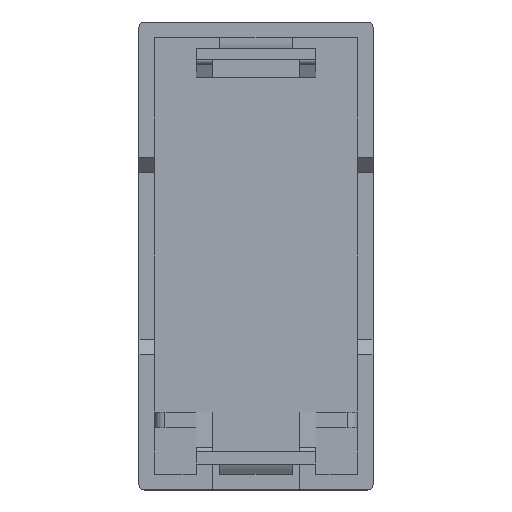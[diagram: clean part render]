
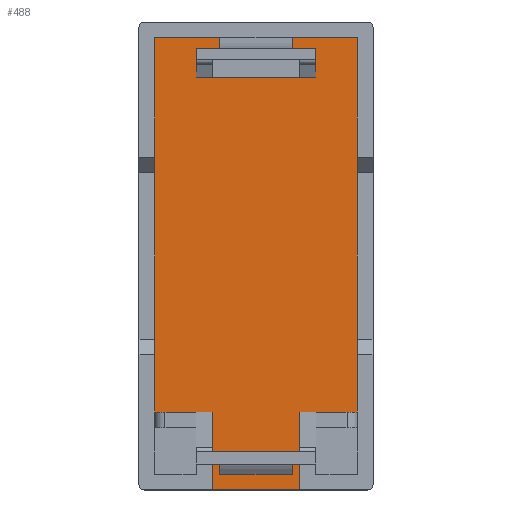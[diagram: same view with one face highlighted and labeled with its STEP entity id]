
A CAD part, front view. The second image highlights one B-rep face of the part: STEP entity #488.
In plain terms, the highlighted planar face has unit normal (0, -1, 0).
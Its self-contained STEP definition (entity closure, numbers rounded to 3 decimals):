
#48 = VERTEX_POINT ( 'NONE', #1001 ) ;
#108 = AXIS2_PLACEMENT_3D ( 'NONE', #1102, #1639, #1635 ) ;
#115 = VECTOR ( 'NONE', #2628, 1000. ) ;
#171 = CARTESIAN_POINT ( 'NONE',  ( 9.75, 6.5, -37.5 ) ) ;
#176 = VECTOR ( 'NONE', #1982, 1000. ) ;
#191 = DIRECTION ( 'NONE',  ( 0., 0., -1. ) ) ;
#193 = DIRECTION ( 'NONE',  ( 0., 0., 1. ) ) ;
#232 = CARTESIAN_POINT ( 'NONE',  ( 9.75, 6.5, -1.5 ) ) ;
#236 = LINE ( 'NONE', #1992, #176 ) ;
#269 = FACE_OUTER_BOUND ( 'NONE', #2037, .T. ) ;
#276 = EDGE_CURVE ( 'NONE', #458, #2008, #883, .T. ) ;
#304 = LINE ( 'NONE', #600, #2047 ) ;
#347 = CARTESIAN_POINT ( 'NONE',  ( -5.75, 6.5, -2.5 ) ) ;
#394 = ORIENTED_EDGE ( 'NONE', *, *, #2466, .T. ) ;
#410 = EDGE_CURVE ( 'NONE', #2839, #1679, #1860, .T. ) ;
#441 = EDGE_CURVE ( 'NONE', #1032, #458, #1535, .T. ) ;
#458 = VERTEX_POINT ( 'NONE', #2913 ) ;
#488 = ADVANCED_FACE ( 'NONE', ( #1361, #269 ), #1105, .F. ) ;
#540 = CARTESIAN_POINT ( 'NONE',  ( -4.2, 6.5, -37.5 ) ) ;
#600 = CARTESIAN_POINT ( 'NONE',  ( 9.75, 6.5, -37.5 ) ) ;
#704 = VERTEX_POINT ( 'NONE', #1437 ) ;
#772 = DIRECTION ( 'NONE',  ( 1., 0., 0. ) ) ;
#788 = LINE ( 'NONE', #540, #1955 ) ;
#799 = ORIENTED_EDGE ( 'NONE', *, *, #2733, .T. ) ;
#883 = LINE ( 'NONE', #2600, #2596 ) ;
#915 = VECTOR ( 'NONE', #2955, 1000. ) ;
#942 = LINE ( 'NONE', #1065, #2736 ) ;
#999 = VERTEX_POINT ( 'NONE', #1263 ) ;
#1001 = CARTESIAN_POINT ( 'NONE',  ( 5.75, 6.5, -2.5 ) ) ;
#1032 = VERTEX_POINT ( 'NONE', #1198 ) ;
#1036 = VECTOR ( 'NONE', #1877, 1000. ) ;
#1062 = EDGE_CURVE ( 'NONE', #999, #704, #942, .T. ) ;
#1065 = CARTESIAN_POINT ( 'NONE',  ( -9.75, 6.5, -37.5 ) ) ;
#1102 = CARTESIAN_POINT ( 'NONE',  ( 0., 6.5, 0. ) ) ;
#1105 = PLANE ( 'NONE',  #108 ) ;
#1117 = EDGE_CURVE ( 'NONE', #1478, #1439, #304, .T. ) ;
#1138 = EDGE_CURVE ( 'NONE', #704, #1032, #788, .T. ) ;
#1187 = ORIENTED_EDGE ( 'NONE', *, *, #1138, .T. ) ;
#1198 = CARTESIAN_POINT ( 'NONE',  ( -4.2, 6.5, -45. ) ) ;
#1263 = CARTESIAN_POINT ( 'NONE',  ( -9.75, 6.5, -37.5 ) ) ;
#1279 = ORIENTED_EDGE ( 'NONE', *, *, #410, .T. ) ;
#1315 = ORIENTED_EDGE ( 'NONE', *, *, #1117, .T. ) ;
#1325 = ORIENTED_EDGE ( 'NONE', *, *, #2551, .T. ) ;
#1361 = FACE_BOUND ( 'NONE', #2616, .T. ) ;
#1406 = VECTOR ( 'NONE', #1766, 1000. ) ;
#1437 = CARTESIAN_POINT ( 'NONE',  ( -4.2, 6.5, -37.5 ) ) ;
#1439 = VERTEX_POINT ( 'NONE', #232 ) ;
#1478 = VERTEX_POINT ( 'NONE', #171 ) ;
#1523 = CARTESIAN_POINT ( 'NONE',  ( -5.75, 6.5, -5.3 ) ) ;
#1535 = LINE ( 'NONE', #2441, #2706 ) ;
#1567 = ORIENTED_EDGE ( 'NONE', *, *, #276, .T. ) ;
#1627 = DIRECTION ( 'NONE',  ( 1., 0., 0. ) ) ;
#1635 = DIRECTION ( 'NONE',  ( 0., 0., 1. ) ) ;
#1639 = DIRECTION ( 'NONE',  ( 0., 1., 0. ) ) ;
#1679 = VERTEX_POINT ( 'NONE', #347 ) ;
#1746 = EDGE_CURVE ( 'NONE', #2264, #2839, #2152, .T. ) ;
#1766 = DIRECTION ( 'NONE',  ( -1., 0., 0. ) ) ;
#1825 = CARTESIAN_POINT ( 'NONE',  ( 9.75, 6.5, -1.5 ) ) ;
#1860 = LINE ( 'NONE', #2917, #2861 ) ;
#1867 = ORIENTED_EDGE ( 'NONE', *, *, #1062, .T. ) ;
#1877 = DIRECTION ( 'NONE',  ( 0., 0., 1. ) ) ;
#1891 = CARTESIAN_POINT ( 'NONE',  ( 5.75, 6.5, -3.3 ) ) ;
#1928 = LINE ( 'NONE', #2588, #115 ) ;
#1945 = CARTESIAN_POINT ( 'NONE',  ( -9.75, 6.5, -1.5 ) ) ;
#1955 = VECTOR ( 'NONE', #191, 1000. ) ;
#1982 = DIRECTION ( 'NONE',  ( 1., 0., 0. ) ) ;
#1992 = CARTESIAN_POINT ( 'NONE',  ( 5.75, 6.5, -2.5 ) ) ;
#2008 = VERTEX_POINT ( 'NONE', #2657 ) ;
#2037 = EDGE_LOOP ( 'NONE', ( #1567, #2280, #1315, #799, #394, #1867, #1187, #2501 ) ) ;
#2045 = EDGE_CURVE ( 'NONE', #2008, #1478, #1928, .T. ) ;
#2047 = VECTOR ( 'NONE', #193, 1000. ) ;
#2067 = ORIENTED_EDGE ( 'NONE', *, *, #2676, .F. ) ;
#2076 = DIRECTION ( 'NONE',  ( 0., 0., -1. ) ) ;
#2077 = CARTESIAN_POINT ( 'NONE',  ( -9.75, 6.5, -1.5 ) ) ;
#2152 = LINE ( 'NONE', #2331, #915 ) ;
#2187 = VECTOR ( 'NONE', #2076, 1000. ) ;
#2256 = LINE ( 'NONE', #2077, #2187 ) ;
#2264 = VERTEX_POINT ( 'NONE', #2369 ) ;
#2280 = ORIENTED_EDGE ( 'NONE', *, *, #2045, .T. ) ;
#2331 = CARTESIAN_POINT ( 'NONE',  ( 5.75, 6.5, -5.3 ) ) ;
#2369 = CARTESIAN_POINT ( 'NONE',  ( 5.75, 6.5, -5.3 ) ) ;
#2424 = ORIENTED_EDGE ( 'NONE', *, *, #1746, .T. ) ;
#2441 = CARTESIAN_POINT ( 'NONE',  ( -4.2, 6.5, -45. ) ) ;
#2463 = DIRECTION ( 'NONE',  ( 0., 0., 1. ) ) ;
#2466 = EDGE_CURVE ( 'NONE', #2614, #999, #2256, .T. ) ;
#2501 = ORIENTED_EDGE ( 'NONE', *, *, #441, .T. ) ;
#2551 = EDGE_CURVE ( 'NONE', #1679, #48, #236, .T. ) ;
#2588 = CARTESIAN_POINT ( 'NONE',  ( 4.2, 6.5, -37.5 ) ) ;
#2596 = VECTOR ( 'NONE', #2887, 1000. ) ;
#2600 = CARTESIAN_POINT ( 'NONE',  ( 4.2, 6.5, -45. ) ) ;
#2614 = VERTEX_POINT ( 'NONE', #1945 ) ;
#2616 = EDGE_LOOP ( 'NONE', ( #2067, #2424, #1279, #1325 ) ) ;
#2628 = DIRECTION ( 'NONE',  ( 1., 0., 0. ) ) ;
#2657 = CARTESIAN_POINT ( 'NONE',  ( 4.2, 6.5, -37.5 ) ) ;
#2676 = EDGE_CURVE ( 'NONE', #2264, #48, #2920, .T. ) ;
#2703 = LINE ( 'NONE', #1825, #1406 ) ;
#2706 = VECTOR ( 'NONE', #1627, 1000. ) ;
#2733 = EDGE_CURVE ( 'NONE', #1439, #2614, #2703, .T. ) ;
#2736 = VECTOR ( 'NONE', #772, 1000. ) ;
#2839 = VERTEX_POINT ( 'NONE', #1523 ) ;
#2861 = VECTOR ( 'NONE', #2463, 1000. ) ;
#2887 = DIRECTION ( 'NONE',  ( 0., 0., 1. ) ) ;
#2913 = CARTESIAN_POINT ( 'NONE',  ( 4.2, 6.5, -45. ) ) ;
#2917 = CARTESIAN_POINT ( 'NONE',  ( -5.75, 6.5, -3.3 ) ) ;
#2920 = LINE ( 'NONE', #1891, #1036 ) ;
#2955 = DIRECTION ( 'NONE',  ( -1., 0., 0. ) ) ;
